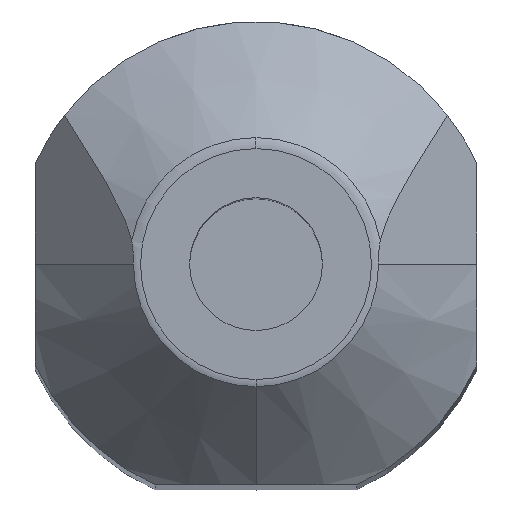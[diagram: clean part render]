
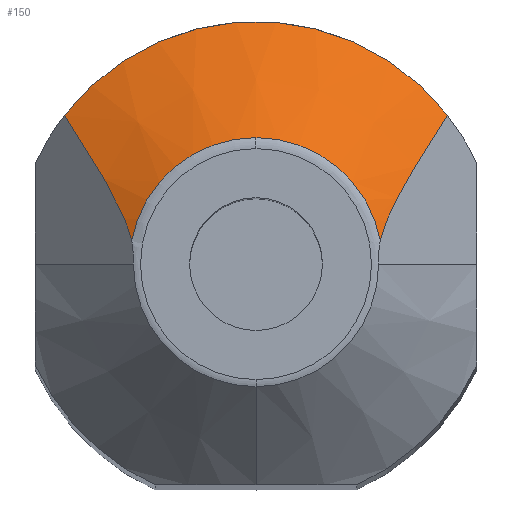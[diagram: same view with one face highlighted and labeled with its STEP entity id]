
A CAD part, top view. The second image highlights one B-rep face of the part: STEP entity #150.
In plain terms, the highlighted conical face has half-angle 60 degrees and reference radius 5.732 mm.
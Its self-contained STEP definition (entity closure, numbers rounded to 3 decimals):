
#65=CONICAL_SURFACE('',#658,5.732,60.);
#81=B_SPLINE_CURVE_WITH_KNOTS('',3,(#1072,#1073,#1074,#1075,#1076,#1077),
 .UNSPECIFIED.,.F.,.F.,(4,2,4),(0.,0.5,1.),.UNSPECIFIED.);
#82=B_SPLINE_CURVE_WITH_KNOTS('',3,(#1080,#1081,#1082,#1083,#1084,#1085),
 .UNSPECIFIED.,.F.,.F.,(4,2,4),(0.,0.5,1.),.UNSPECIFIED.);
#150=ADVANCED_FACE('',(#193),#65,.T.);
#193=FACE_OUTER_BOUND('',#223,.T.);
#223=EDGE_LOOP('',(#325,#326,#327,#328,#329));
#325=ORIENTED_EDGE('',*,*,#502,.F.);
#326=ORIENTED_EDGE('',*,*,#519,.T.);
#327=ORIENTED_EDGE('',*,*,#471,.T.);
#328=ORIENTED_EDGE('',*,*,#520,.T.);
#329=ORIENTED_EDGE('',*,*,#521,.T.);
#416=VERTEX_POINT('',#892);
#417=VERTEX_POINT('',#894);
#443=VERTEX_POINT('',#984);
#444=VERTEX_POINT('',#986);
#452=VERTEX_POINT('',#1079);
#471=EDGE_CURVE('',#417,#416,#542,.T.);
#502=EDGE_CURVE('',#443,#444,#556,.T.);
#519=EDGE_CURVE('',#443,#417,#81,.T.);
#520=EDGE_CURVE('',#416,#452,#562,.T.);
#521=EDGE_CURVE('',#452,#444,#82,.T.);
#542=CIRCLE('',#626,5.732);
#556=CIRCLE('',#645,10.993);
#562=CIRCLE('',#657,5.732);
#626=AXIS2_PLACEMENT_3D('',#893,#713,#714);
#645=AXIS2_PLACEMENT_3D('',#985,#761,#762);
#657=AXIS2_PLACEMENT_3D('',#1078,#788,#789);
#658=AXIS2_PLACEMENT_3D('',#1086,#790,#791);
#713=DIRECTION('',(0.,0.,-1.));
#714=DIRECTION('',(0.,-1.,0.));
#761=DIRECTION('',(0.,0.,-1.));
#762=DIRECTION('',(0.,-1.,0.));
#788=DIRECTION('',(0.,0.,-1.));
#789=DIRECTION('',(0.,-1.,0.));
#790=DIRECTION('',(0.,0.,-1.));
#791=DIRECTION('',(0.,1.,0.));
#892=CARTESIAN_POINT('',(0.,5.732,-0.134));
#893=CARTESIAN_POINT('',(0.,0.,-0.134));
#894=CARTESIAN_POINT('',(-5.634,1.056,-0.134));
#984=CARTESIAN_POINT('',(-8.672,6.757,-3.172));
#985=CARTESIAN_POINT('',(0.,0.,-3.172));
#986=CARTESIAN_POINT('',(8.672,6.757,-3.172));
#1072=CARTESIAN_POINT('',(-8.672,6.757,-3.172));
#1073=CARTESIAN_POINT('',(-8.099,5.878,-2.599));
#1074=CARTESIAN_POINT('',(-7.533,4.991,-2.033));
#1075=CARTESIAN_POINT('',(-6.463,3.145,-0.963));
#1076=CARTESIAN_POINT('',(-5.915,2.197,-0.415));
#1077=CARTESIAN_POINT('',(-5.634,1.056,-0.134));
#1078=CARTESIAN_POINT('',(0.,0.,-0.134));
#1079=CARTESIAN_POINT('',(5.634,1.056,-0.134));
#1080=CARTESIAN_POINT('',(5.634,1.056,-0.134));
#1081=CARTESIAN_POINT('',(5.915,2.199,-0.415));
#1082=CARTESIAN_POINT('',(6.46,3.139,-0.96));
#1083=CARTESIAN_POINT('',(7.531,4.989,-2.031));
#1084=CARTESIAN_POINT('',(8.098,5.877,-2.598));
#1085=CARTESIAN_POINT('',(8.672,6.757,-3.172));
#1086=CARTESIAN_POINT('',(0.,0.,-0.134));
